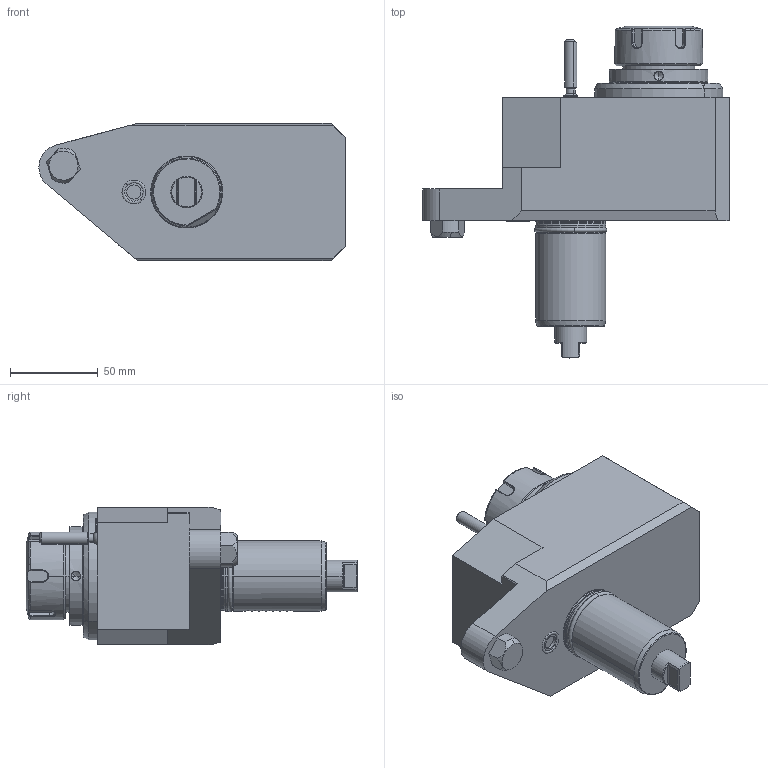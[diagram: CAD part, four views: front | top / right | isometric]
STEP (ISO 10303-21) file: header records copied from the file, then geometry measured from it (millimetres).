
FILE_DESCRIPTION((''),'2;1');
FILE_NAME('NGT1_40_321_32_1_1_50MZ2','2020-02-06T',('vali'),('NOVA GRUP'),'PRO/ENGINEER BY PARAMETRIC TECHNOLOGY CORPORATION, 2010280','PRO/ENGINEER BY PARAMETRIC TECHNOLOGY CORPORATION, 2010280','');
FILE_SCHEMA(('CONFIG_CONTROL_DESIGN'));
Length unit declared in the file: millimetre
Products named in the file (1): NGT1_40_321_32_1_1_50MZ2
Bounding box: 173.99 x 188.6 x 78 mm (x, y, z)
Volume: 891013.5 mm3; surface area: 73983.3 mm2
Topology: 1 solids, 1 shells, 264 faces, 679 edges, 427 vertices
Faces by surface type: plane 111, cylinder 67, cone 37, bspline 28, torus 19, sphere 2
Entity records: 11452 total; most frequent: CARTESIAN_POINT 5398, ORIENTED_EDGE 1342, DIRECTION 1105, EDGE_CURVE 671, VERTEX_POINT 427, AXIS2_PLACEMENT_3D 405, VECTOR 295, LINE 295
